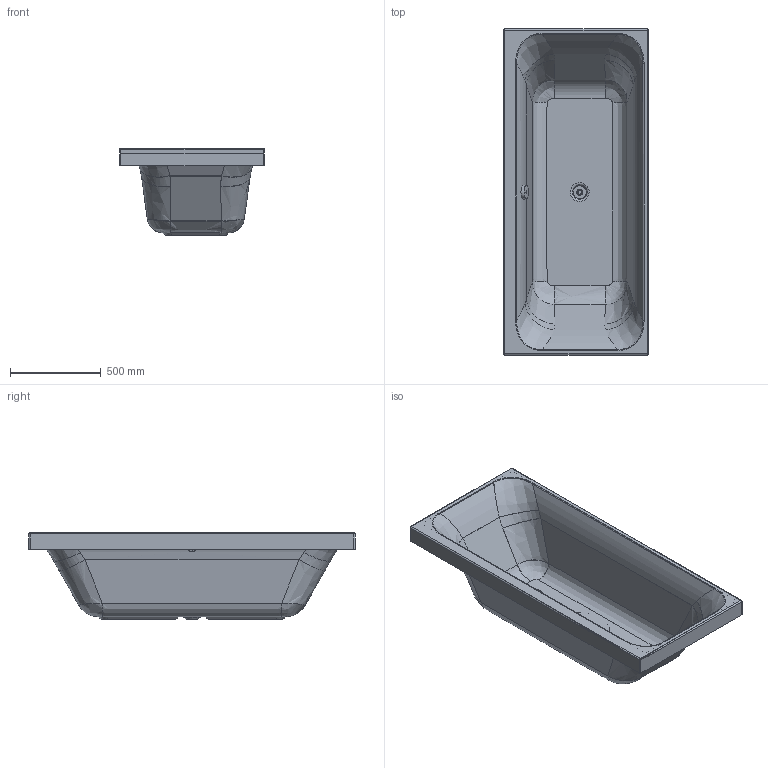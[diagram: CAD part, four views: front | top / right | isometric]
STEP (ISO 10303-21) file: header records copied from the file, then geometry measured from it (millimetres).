
FILE_DESCRIPTION((''),'2;1');
FILE_NAME('700314.stp','2013-06-03T14:14:57',('Administrator'),(''),'Autodesk Inventor 2011','Autodesk Inventor 2011','');
FILE_SCHEMA(('CONFIG_CONTROL_DESIGN'));
Length unit declared in the file: millimetre
Products named in the file (4): 700314; Stopfen; Verschluss_Ueberlauf
Assembly tree (3 placements, depth 2):
  700314
    700314
    Stopfen
    Verschluss_Ueberlauf
Bounding box: 800.24 x 1800.1 x 480 mm (x, y, z)
Volume: 22514280.6 mm3; surface area: 7326285 mm2
Topology: 6 solids, 6 shells, 323 faces, 818 edges, 491 vertices
Faces by surface type: plane 137, cylinder 85, bspline 72, sphere 11, cone 11, torus 7
Full cylindrical faces by diameter (mm): 9.2 x1, 13 x1, 14.5 x1, 24 x1, 29.2 x1, 32 x2, 52 x1, 72 x1
Entity records: 22659 total; most frequent: CARTESIAN_POINT 14986, ORIENTED_EDGE 1554, DIRECTION 1389, EDGE_CURVE 777, AXIS2_PLACEMENT_3D 511, VERTEX_POINT 477, VECTOR 367, LINE 367
